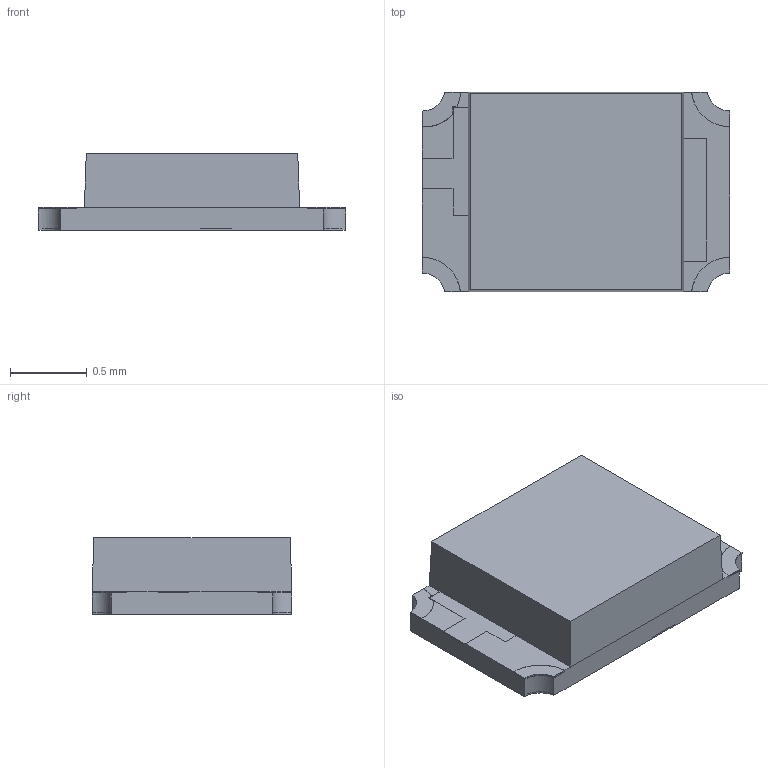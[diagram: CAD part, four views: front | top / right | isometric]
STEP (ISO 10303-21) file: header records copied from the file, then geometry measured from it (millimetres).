
FILE_DESCRIPTION( ( 'Unknown' ), '1' );
FILE_NAME( '150080M153200.stp', 'Unknown', ( 'Unknown' ), ( 'Unknown' ), 'PSStep 18.0.17', 'Unknown', ' ' );
FILE_SCHEMA( ( 'AUTOMOTIVE_DESIGN { 1 0 10303 214 1 1 1 1 }' ) );
Length unit declared in the file: millimetre
Products named in the file (17): Assem1; Body; Pins
Assembly tree (16 placements, depth 2):
  Assem1
    Body
    Pins
    Pins
    Pins
    Pins
    Pins
    Pins
    Pins
    Pins
    Pins
    Pins
    Pins
    Pins
    Pins
    Pins
    Pins
Bounding box: 2 x 1.3 x 0.5 mm (x, y, z)
Volume: 1 mm3; surface area: 12.9 mm2
Topology: 16 solids, 20 shells, 192 faces, 448 edges, 296 vertices
Faces by surface type: plane 170, cylinder 22
Entity records: 7206 total; most frequent: CARTESIAN_POINT 953, DIRECTION 918, ORIENTED_EDGE 896, EDGE_CURVE 448, LINE 396, VECTOR 396, VERTEX_POINT 296, AXIS2_PLACEMENT_3D 261
